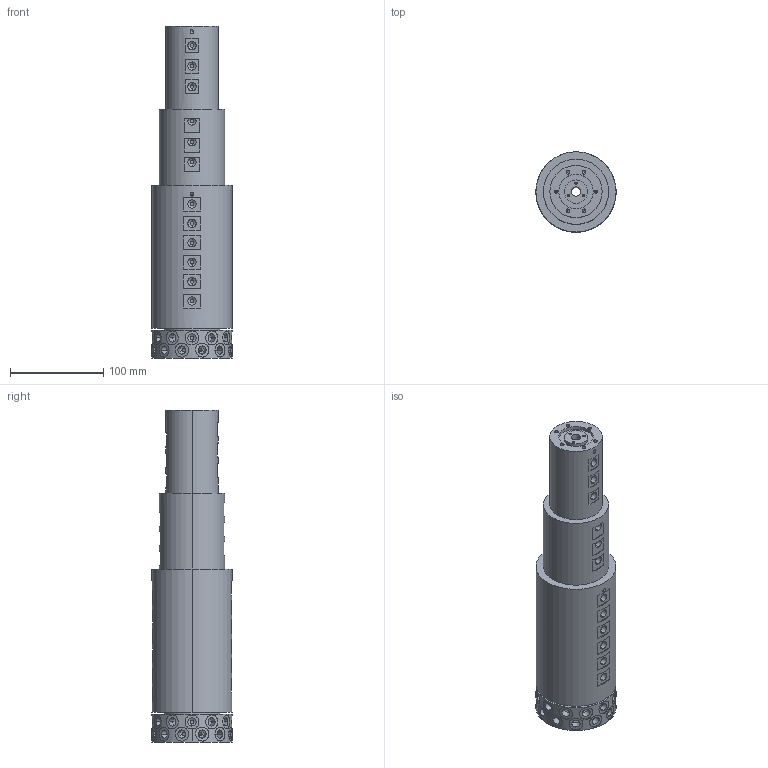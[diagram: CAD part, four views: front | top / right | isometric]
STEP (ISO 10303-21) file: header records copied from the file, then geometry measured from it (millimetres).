
FILE_DESCRIPTION (( 'STEP AP203' ), '1' );
FILE_NAME ('MK241.STEP', '2020-07-25T09:14:23', ( 'gongcheng1' ), ( '' ), 'SwSTEP 2.0', 'SolidWorks 2014', '' );
FILE_SCHEMA (( 'CONFIG_CONTROL_DESIGN' ));
Length unit declared in the file: millimetre
Products named in the file (1): MK241
Bounding box: 86 x 86 x 356 mm (x, y, z)
Volume: 1529210.2 mm3; surface area: 135389 mm2
Topology: 1 solids, 1 shells, 590 faces, 1240 edges, 729 vertices
Faces by surface type: cylinder 302, plane 158, cone 130
Entity records: 17791 total; most frequent: CARTESIAN_POINT 4986, DIRECTION 2888, ORIENTED_EDGE 2412, EDGE_CURVE 1206, AXIS2_PLACEMENT_3D 1175, VERTEX_POINT 729, EDGE_LOOP 707, ADVANCED_FACE 590
